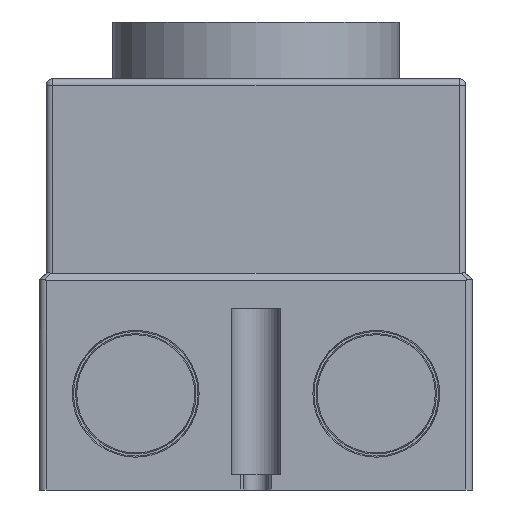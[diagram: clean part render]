
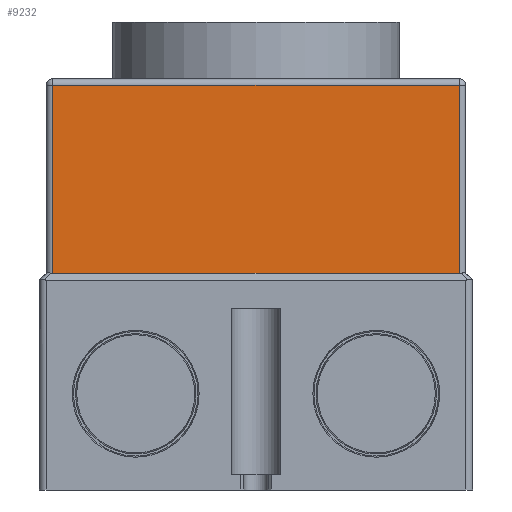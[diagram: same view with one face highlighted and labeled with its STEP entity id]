
A CAD part, front view. The second image highlights one B-rep face of the part: STEP entity #9232.
In plain terms, the highlighted planar face has unit normal (0, -1, 0).
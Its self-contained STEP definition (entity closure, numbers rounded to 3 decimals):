
#655 = ORIENTED_EDGE ( 'NONE', *, *, #1143, .T. ) ;
#666 = ORIENTED_EDGE ( 'NONE', *, *, #7680, .T. ) ;
#679 = VECTOR ( 'NONE', #8680, 1000. ) ;
#764 = LINE ( 'NONE', #6556, #6628 ) ;
#853 = VECTOR ( 'NONE', #9171, 1000. ) ;
#1060 = CARTESIAN_POINT ( 'NONE',  ( 48., -93.5, 49.5 ) ) ;
#1143 = EDGE_CURVE ( 'NONE', #1837, #7366, #2904, .T. ) ;
#1161 = CARTESIAN_POINT ( 'NONE',  ( 46.5, -93.5, 94. ) ) ;
#1837 = VERTEX_POINT ( 'NONE', #5354 ) ;
#1974 = PLANE ( 'NONE',  #6972 ) ;
#2144 = VECTOR ( 'NONE', #5730, 1000. ) ;
#2198 = CARTESIAN_POINT ( 'NONE',  ( 46.5, -93.5, 49.5 ) ) ;
#2618 = LINE ( 'NONE', #1161, #2144 ) ;
#2904 = LINE ( 'NONE', #3028, #853 ) ;
#2966 = LINE ( 'NONE', #1060, #679 ) ;
#3028 = CARTESIAN_POINT ( 'NONE',  ( -46.5, -93.5, 94. ) ) ;
#3390 = ORIENTED_EDGE ( 'NONE', *, *, #6198, .F. ) ;
#3471 = EDGE_CURVE ( 'NONE', #9847, #8255, #2618, .T. ) ;
#3527 = DIRECTION ( 'NONE',  ( -1., 0., 0. ) ) ;
#3756 = CARTESIAN_POINT ( 'NONE',  ( -46.5, -93.5, 49.5 ) ) ;
#4246 = CARTESIAN_POINT ( 'NONE',  ( -48., -93.5, 94. ) ) ;
#5354 = CARTESIAN_POINT ( 'NONE',  ( -46.5, -93.5, 92.5 ) ) ;
#5730 = DIRECTION ( 'NONE',  ( 0., 0., 1. ) ) ;
#5787 = DIRECTION ( 'NONE',  ( -1., 0., 0. ) ) ;
#6198 = EDGE_CURVE ( 'NONE', #9847, #7366, #2966, .T. ) ;
#6556 = CARTESIAN_POINT ( 'NONE',  ( -48., -93.5, 92.5 ) ) ;
#6628 = VECTOR ( 'NONE', #5787, 1000. ) ;
#6806 = EDGE_LOOP ( 'NONE', ( #3390, #8041, #666, #655 ) ) ;
#6972 = AXIS2_PLACEMENT_3D ( 'NONE', #4246, #8092, #3527 ) ;
#7366 = VERTEX_POINT ( 'NONE', #3756 ) ;
#7680 = EDGE_CURVE ( 'NONE', #8255, #1837, #764, .T. ) ;
#8041 = ORIENTED_EDGE ( 'NONE', *, *, #3471, .T. ) ;
#8092 = DIRECTION ( 'NONE',  ( 0., 1., 0. ) ) ;
#8255 = VERTEX_POINT ( 'NONE', #8579 ) ;
#8579 = CARTESIAN_POINT ( 'NONE',  ( 46.5, -93.5, 92.5 ) ) ;
#8680 = DIRECTION ( 'NONE',  ( -1., 0., 0. ) ) ;
#8889 = FACE_OUTER_BOUND ( 'NONE', #6806, .T. ) ;
#9171 = DIRECTION ( 'NONE',  ( 0., 0., -1. ) ) ;
#9232 = ADVANCED_FACE ( 'NONE', ( #8889 ), #1974, .F. ) ;
#9847 = VERTEX_POINT ( 'NONE', #2198 ) ;
